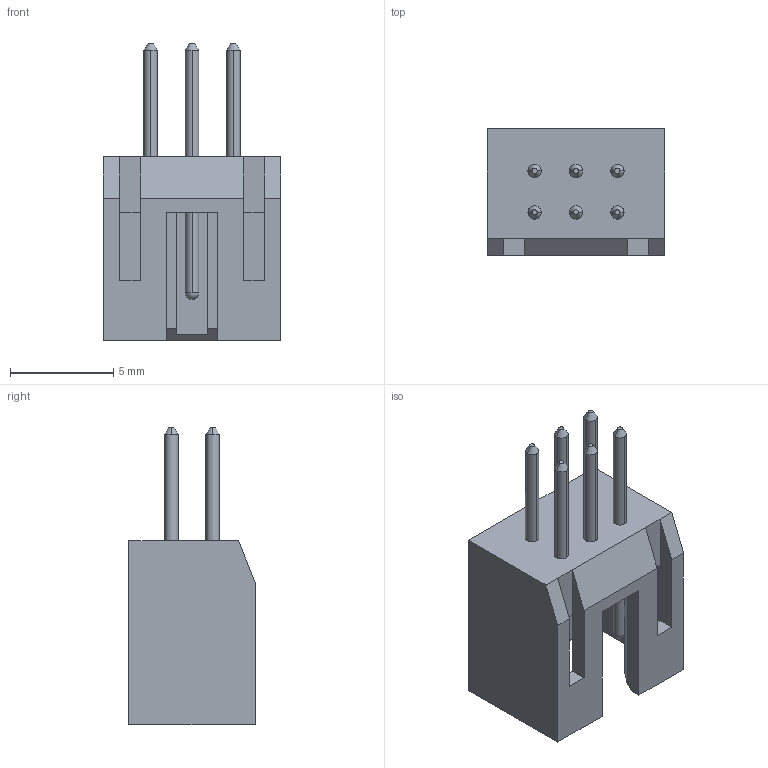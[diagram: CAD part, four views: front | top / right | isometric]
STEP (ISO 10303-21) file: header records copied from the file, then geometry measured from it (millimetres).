
FILE_DESCRIPTION (( 'STEP AP214' ), '1' );
FILE_NAME ('F3JL24-S06SD000-01-REF .STEP', '2025-12-04T10:00:19', ( '' ), ( '' ), 'SwSTEP 2.0', 'SolidWorks 2021', '' );
FILE_SCHEMA (( 'AUTOMOTIVE_DESIGN' ));
Length unit declared in the file: millimetre
Products named in the file (1): F3JL24-S06SD000-01-REF 
Bounding box: 8.6 x 6.1 x 14.4 mm (x, y, z)
Volume: 264.8 mm3; surface area: 608.1 mm2
Topology: 1 solids, 1 shells, 94 faces, 260 edges, 164 vertices
Faces by surface type: plane 46, cylinder 24, cone 12, sphere 12
Entity records: 2978 total; most frequent: DIRECTION 534, CARTESIAN_POINT 507, ORIENTED_EDGE 496, EDGE_CURVE 248, AXIS2_PLACEMENT_3D 191, VERTEX_POINT 164, LINE 152, VECTOR 152
